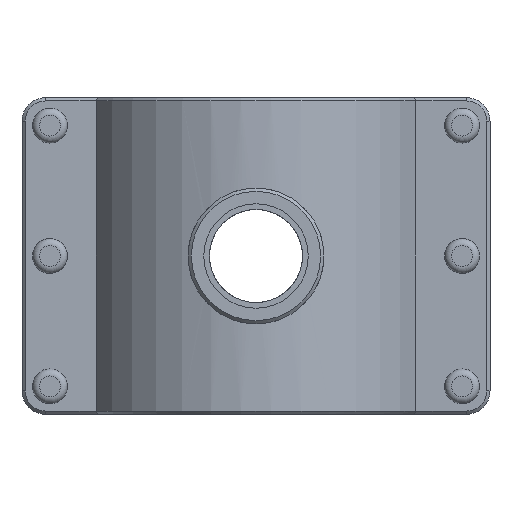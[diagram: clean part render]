
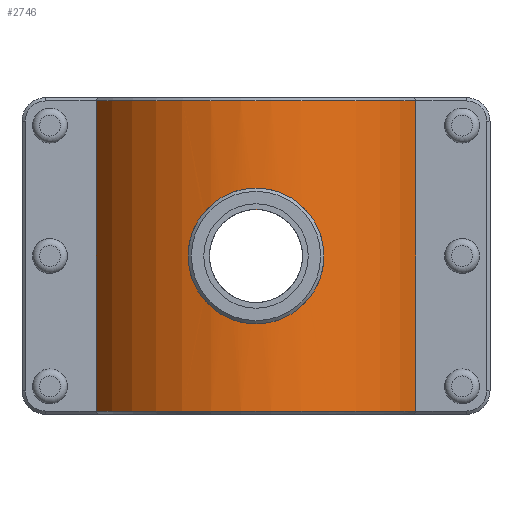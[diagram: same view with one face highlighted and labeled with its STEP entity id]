
A CAD part, front view. The second image highlights one B-rep face of the part: STEP entity #2746.
In plain terms, the highlighted cylindrical face has radius 77 mm (diameter 154 mm), a partial arc.
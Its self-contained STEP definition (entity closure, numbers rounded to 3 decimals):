
#203=LINE('',#4734,#427);
#204=LINE('',#4736,#428);
#427=VECTOR('',#3647,133.2);
#428=VECTOR('',#3650,133.2);
#686=CIRCLE('',#2983,77.);
#687=CIRCLE('',#2986,77.);
#767=FACE_BOUND('',#1149,.T.);
#927=FACE_OUTER_BOUND('',#1148,.T.);
#1148=EDGE_LOOP('',(#2298,#2299,#2300,#2301));
#1149=EDGE_LOOP('',(#2302));
#1244=B_SPLINE_CURVE_WITH_KNOTS('',3,(#3961,#3962,#3963,#3964,#3965,#3966,
#3967,#3968,#3969,#3970,#3971,#3972,#3973,#3974,#3975,#3976,#3977,#3978,
#3979,#3980,#3981,#3982,#3983,#3984,#3985,#3986,#3987,#3988,#3989,#3990,
#3991,#3992,#3993,#3994,#3995,#3996,#3997,#3998,#3999,#4000,#4001,#4002,
#4003,#4004,#4005,#4006,#4007,#4008,#4009,#4010,#4011,#4012,#4013,#4014,
#4015,#4016,#4017,#4018,#4019,#4020,#4021,#4022,#4023,#4024,#4025,#4026),
 .UNSPECIFIED.,.T.,.F.,(4,2,2,2,2,2,2,2,2,2,2,2,2,2,2,2,2,2,2,2,2,2,2,2,
2,2,2,2,2,2,2,2,4),(0.,0.379,0.757,1.136,
1.514,1.893,2.271,2.65,3.029,
3.407,3.786,4.164,4.543,4.921,
5.3,5.678,6.057,6.436,6.814,
7.193,7.571,7.95,8.328,8.707,
9.086,9.464,9.843,10.221,10.6,
10.978,11.357,11.735,12.114),
 .UNSPECIFIED.);
#1260=VERTEX_POINT('',#3960);
#1427=VERTEX_POINT('',#4674);
#1428=VERTEX_POINT('',#4679);
#1429=VERTEX_POINT('',#4686);
#1431=VERTEX_POINT('',#4695);
#1508=EDGE_CURVE('',#1260,#1260,#1244,.T.);
#1736=EDGE_CURVE('',#1427,#1428,#686,.T.);
#1742=EDGE_CURVE('',#1431,#1429,#687,.T.);
#1759=EDGE_CURVE('',#1427,#1429,#203,.T.);
#1760=EDGE_CURVE('',#1428,#1431,#204,.T.);
#2298=ORIENTED_EDGE('',*,*,#1736,.F.);
#2299=ORIENTED_EDGE('',*,*,#1759,.T.);
#2300=ORIENTED_EDGE('',*,*,#1742,.F.);
#2301=ORIENTED_EDGE('',*,*,#1760,.F.);
#2302=ORIENTED_EDGE('',*,*,#1508,.T.);
#2609=CYLINDRICAL_SURFACE('',#3001,77.);
#2746=ADVANCED_FACE('',(#927,#767),#2609,.T.);
#2983=AXIS2_PLACEMENT_3D('',#4680,#3597,#3598);
#2986=AXIS2_PLACEMENT_3D('',#4700,#3605,#3606);
#3001=AXIS2_PLACEMENT_3D('',#4735,#3648,#3649);
#3597=DIRECTION('center_axis',(0.,0.,-1.));
#3598=DIRECTION('ref_axis',(1.,0.,0.));
#3605=DIRECTION('center_axis',(0.,0.,1.));
#3606=DIRECTION('ref_axis',(1.,0.,0.));
#3647=DIRECTION('',(0.,0.,1.));
#3648=DIRECTION('center_axis',(0.,0.,1.));
#3649=DIRECTION('ref_axis',(1.,0.,0.));
#3650=DIRECTION('',(0.,0.,1.));
#3960=CARTESIAN_POINT('',(-20.,-74.357,0.));
#3961=CARTESIAN_POINT('Ctrl Pts',(-20.,-74.357,0.));
#3962=CARTESIAN_POINT('Ctrl Pts',(-20.,-74.357,1.262));
#3963=CARTESIAN_POINT('Ctrl Pts',(-19.879,-74.39,2.565));
#3964=CARTESIAN_POINT('Ctrl Pts',(-19.37,-74.524,5.153));
#3965=CARTESIAN_POINT('Ctrl Pts',(-18.982,-74.625,6.439));
#3966=CARTESIAN_POINT('Ctrl Pts',(-17.96,-74.878,8.901));
#3967=CARTESIAN_POINT('Ctrl Pts',(-17.324,-75.03,10.079));
#3968=CARTESIAN_POINT('Ctrl Pts',(-15.858,-75.353,12.258));
#3969=CARTESIAN_POINT('Ctrl Pts',(-15.027,-75.525,13.257));
#3970=CARTESIAN_POINT('Ctrl Pts',(-13.258,-75.855,15.027));
#3971=CARTESIAN_POINT('Ctrl Pts',(-12.258,-76.026,15.858));
#3972=CARTESIAN_POINT('Ctrl Pts',(-10.08,-76.345,17.324));
#3973=CARTESIAN_POINT('Ctrl Pts',(-8.901,-76.494,17.96));
#3974=CARTESIAN_POINT('Ctrl Pts',(-6.439,-76.74,18.982));
#3975=CARTESIAN_POINT('Ctrl Pts',(-5.153,-76.838,19.37));
#3976=CARTESIAN_POINT('Ctrl Pts',(-2.565,-76.968,19.879));
#3977=CARTESIAN_POINT('Ctrl Pts',(-1.262,-77.,20.));
#3978=CARTESIAN_POINT('Ctrl Pts',(1.262,-77.,20.));
#3979=CARTESIAN_POINT('Ctrl Pts',(2.565,-76.968,19.879));
#3980=CARTESIAN_POINT('Ctrl Pts',(5.153,-76.838,19.37));
#3981=CARTESIAN_POINT('Ctrl Pts',(6.439,-76.74,18.982));
#3982=CARTESIAN_POINT('Ctrl Pts',(8.901,-76.494,17.96));
#3983=CARTESIAN_POINT('Ctrl Pts',(10.08,-76.345,17.324));
#3984=CARTESIAN_POINT('Ctrl Pts',(12.258,-76.026,15.858));
#3985=CARTESIAN_POINT('Ctrl Pts',(13.258,-75.855,15.027));
#3986=CARTESIAN_POINT('Ctrl Pts',(15.027,-75.525,13.257));
#3987=CARTESIAN_POINT('Ctrl Pts',(15.858,-75.353,12.258));
#3988=CARTESIAN_POINT('Ctrl Pts',(17.324,-75.03,10.079));
#3989=CARTESIAN_POINT('Ctrl Pts',(17.96,-74.878,8.901));
#3990=CARTESIAN_POINT('Ctrl Pts',(18.982,-74.625,6.439));
#3991=CARTESIAN_POINT('Ctrl Pts',(19.37,-74.524,5.153));
#3992=CARTESIAN_POINT('Ctrl Pts',(19.879,-74.39,2.565));
#3993=CARTESIAN_POINT('Ctrl Pts',(20.,-74.357,1.262));
#3994=CARTESIAN_POINT('Ctrl Pts',(20.,-74.357,-1.262));
#3995=CARTESIAN_POINT('Ctrl Pts',(19.879,-74.39,-2.565));
#3996=CARTESIAN_POINT('Ctrl Pts',(19.37,-74.524,-5.153));
#3997=CARTESIAN_POINT('Ctrl Pts',(18.982,-74.625,-6.439));
#3998=CARTESIAN_POINT('Ctrl Pts',(17.96,-74.878,-8.901));
#3999=CARTESIAN_POINT('Ctrl Pts',(17.324,-75.03,-10.079));
#4000=CARTESIAN_POINT('Ctrl Pts',(15.858,-75.353,-12.258));
#4001=CARTESIAN_POINT('Ctrl Pts',(15.027,-75.525,-13.257));
#4002=CARTESIAN_POINT('Ctrl Pts',(13.258,-75.855,-15.027));
#4003=CARTESIAN_POINT('Ctrl Pts',(12.258,-76.026,-15.858));
#4004=CARTESIAN_POINT('Ctrl Pts',(10.08,-76.345,-17.324));
#4005=CARTESIAN_POINT('Ctrl Pts',(8.901,-76.494,-17.96));
#4006=CARTESIAN_POINT('Ctrl Pts',(6.439,-76.74,-18.982));
#4007=CARTESIAN_POINT('Ctrl Pts',(5.153,-76.838,-19.37));
#4008=CARTESIAN_POINT('Ctrl Pts',(2.565,-76.968,-19.879));
#4009=CARTESIAN_POINT('Ctrl Pts',(1.262,-77.,-20.));
#4010=CARTESIAN_POINT('Ctrl Pts',(-1.262,-77.,-20.));
#4011=CARTESIAN_POINT('Ctrl Pts',(-2.565,-76.968,-19.879));
#4012=CARTESIAN_POINT('Ctrl Pts',(-5.153,-76.838,-19.37));
#4013=CARTESIAN_POINT('Ctrl Pts',(-6.439,-76.74,-18.982));
#4014=CARTESIAN_POINT('Ctrl Pts',(-8.901,-76.494,-17.96));
#4015=CARTESIAN_POINT('Ctrl Pts',(-10.08,-76.345,-17.324));
#4016=CARTESIAN_POINT('Ctrl Pts',(-12.258,-76.026,-15.858));
#4017=CARTESIAN_POINT('Ctrl Pts',(-13.258,-75.855,-15.027));
#4018=CARTESIAN_POINT('Ctrl Pts',(-15.027,-75.525,-13.257));
#4019=CARTESIAN_POINT('Ctrl Pts',(-15.858,-75.353,-12.258));
#4020=CARTESIAN_POINT('Ctrl Pts',(-17.324,-75.03,-10.079));
#4021=CARTESIAN_POINT('Ctrl Pts',(-17.96,-74.878,-8.901));
#4022=CARTESIAN_POINT('Ctrl Pts',(-18.982,-74.625,-6.439));
#4023=CARTESIAN_POINT('Ctrl Pts',(-19.37,-74.524,-5.153));
#4024=CARTESIAN_POINT('Ctrl Pts',(-19.879,-74.39,-2.565));
#4025=CARTESIAN_POINT('Ctrl Pts',(-20.,-74.357,-1.262));
#4026=CARTESIAN_POINT('Ctrl Pts',(-20.,-74.357,0.));
#4674=CARTESIAN_POINT('',(68.586,-35.,-66.6));
#4679=CARTESIAN_POINT('',(-68.586,-35.,-66.6));
#4680=CARTESIAN_POINT('Origin',(0.,0.,-66.6));
#4686=CARTESIAN_POINT('',(68.586,-35.,66.6));
#4695=CARTESIAN_POINT('',(-68.586,-35.,66.6));
#4700=CARTESIAN_POINT('Origin',(0.,0.,66.6));
#4734=CARTESIAN_POINT('',(68.586,-35.,0.));
#4735=CARTESIAN_POINT('Origin',(0.,0.,0.));
#4736=CARTESIAN_POINT('',(-68.586,-35.,0.));
